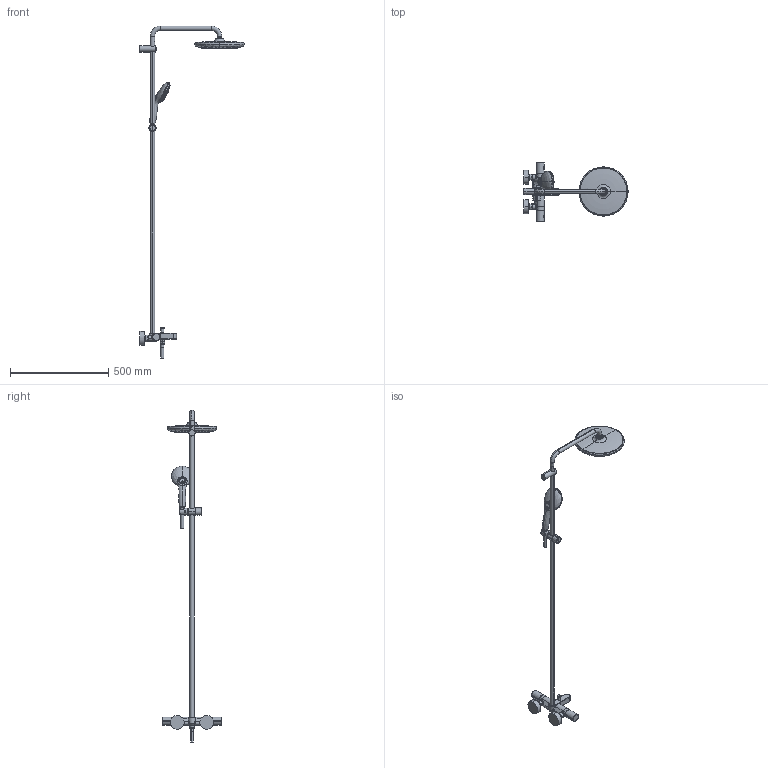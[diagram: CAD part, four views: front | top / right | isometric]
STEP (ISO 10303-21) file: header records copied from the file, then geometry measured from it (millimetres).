
FILE_DESCRIPTION(/* description */ ('AP214 STEP file'),/* implementation_level */ '2;1');
FILE_NAME(/* name */ '26672001_1.stp',/* time_stamp */ '2023-04-24T19:39:48+02:00',/* author */ (''),/* organization */ (''),/* preprocessor_version */ 'ST-DEVELOPER v17.1',/* originating_system */ 'Elysium Co. Ltd. STEP Translator v8.2.0.5',/* authorisation */ '');
FILE_SCHEMA (('AUTOMOTIVE_DESIGN { 1 0 10303 214 3 1 1 }'));
Products named in the file (8): shell_0; A4298722_SOFTTOOL DIAL_NEW_POSITION_RADIUS_0,7; A4298721_HOUSING_SURFACES_PS_SURFACE_V1_HIGHER_SOLID_211103; A4297452_BUMPER + NOZZLES_SOLID; 50.9697.1_Standard; 081107 GTM1000C Handles Update02; _0; 26672001_1
Assembly tree (7 placements, depth 2):
  26672001_1
    shell_0
    A4298722_SOFTTOOL DIAL_NEW_POSITION_RADIUS_0,7
    A4298721_HOUSING_SURFACES_PS_SURFACE_V1_HIGHER_SOLID_211103
    A4297452_BUMPER + NOZZLES_SOLID
    50.9697.1_Standard
    081107 GTM1000C Handles Update02
    _0
Bounding box: 528.98 x 298.45 x 1685.5 mm (x, y, z)
Volume: 9265.4 mm3; surface area: 463068.7 mm2
Topology: 6 solids, 503 shells, 1793 faces, 7073 edges, 5653 vertices
Faces by surface type: bspline 713, cylinder 321, plane 275, torus 270, cone 140, sphere 57, revolution 11, extrusion 6
Entity records: 107429 total; most frequent: CARTESIAN_POINT 58503, ORIENTED_EDGE 9900, EDGE_CURVE 7059, VERTEX_POINT 5653, B_SPLINE_CURVE_WITH_KNOTS 3697, STYLED_ITEM 3139, AXIS2_PLACEMENT_3D 2980, DIRECTION 2918
